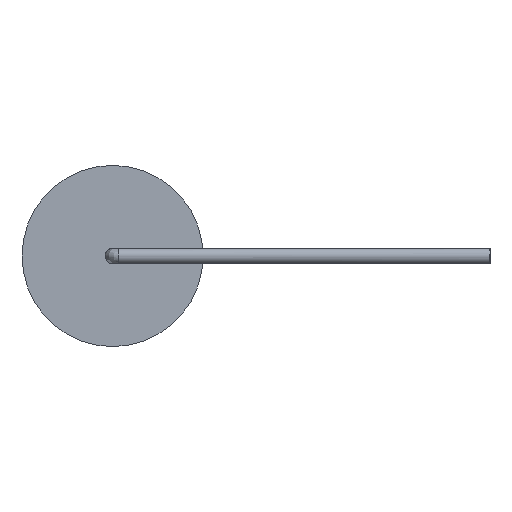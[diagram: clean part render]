
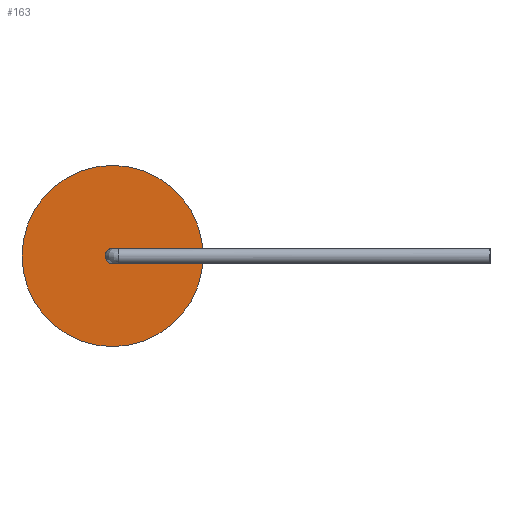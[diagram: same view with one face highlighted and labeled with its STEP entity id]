
A CAD part, left-side view. The second image highlights one B-rep face of the part: STEP entity #163.
In plain terms, the highlighted planar face has unit normal (-1, 0, 0).
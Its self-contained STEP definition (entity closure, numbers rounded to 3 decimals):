
#15=FACE_BOUND('',#43,.T.);
#21=PLANE('',#209);
#31=FACE_OUTER_BOUND('',#42,.T.);
#42=EDGE_LOOP('',(#142));
#43=EDGE_LOOP('',(#143));
#70=CIRCLE('',#208,0.25);
#71=CIRCLE('',#210,3.);
#84=VERTEX_POINT('',#332);
#85=VERTEX_POINT('',#363);
#104=EDGE_CURVE('',#84,#84,#70,.T.);
#105=EDGE_CURVE('',#85,#85,#71,.T.);
#142=ORIENTED_EDGE('',*,*,#105,.F.);
#143=ORIENTED_EDGE('',*,*,#104,.T.);
#163=ADVANCED_FACE('',(#31,#15),#21,.T.);
#208=AXIS2_PLACEMENT_3D('',#334,#258,#259);
#209=AXIS2_PLACEMENT_3D('',#362,#260,#261);
#210=AXIS2_PLACEMENT_3D('',#364,#262,#263);
#258=DIRECTION('center_axis',(1.,0.,0.));
#259=DIRECTION('ref_axis',(0.,0.,1.));
#260=DIRECTION('center_axis',(-1.,0.,0.));
#261=DIRECTION('ref_axis',(0.,0.,1.));
#262=DIRECTION('center_axis',(1.,0.,0.));
#263=DIRECTION('ref_axis',(0.,0.,-1.));
#332=CARTESIAN_POINT('',(0.,0.,-0.25));
#334=CARTESIAN_POINT('Origin',(0.,0.,
0.));
#362=CARTESIAN_POINT('Origin',(0.,3.,0.));
#363=CARTESIAN_POINT('',(0.,-3.,0.));
#364=CARTESIAN_POINT('Origin',(0.,0.,0.));
